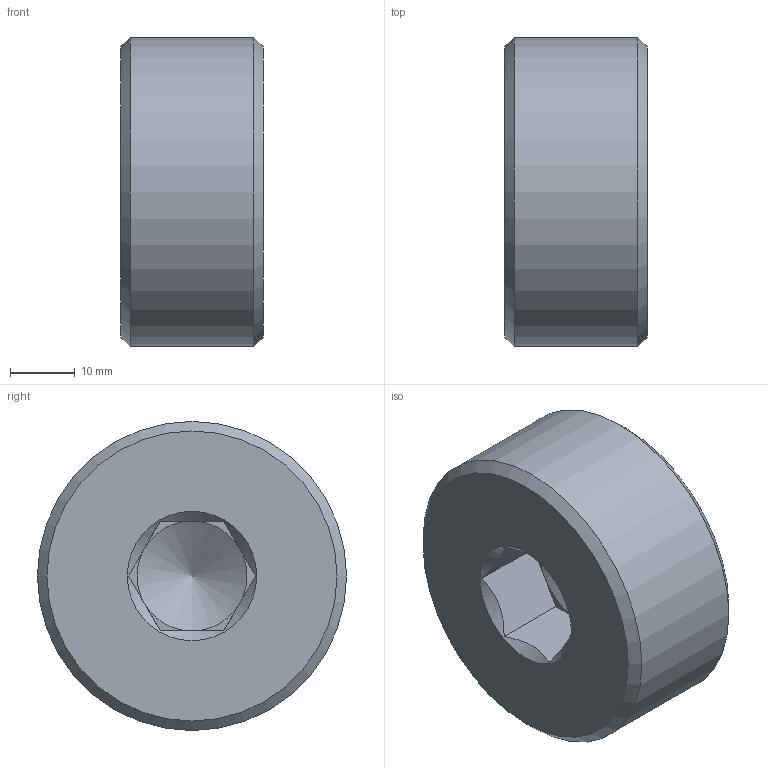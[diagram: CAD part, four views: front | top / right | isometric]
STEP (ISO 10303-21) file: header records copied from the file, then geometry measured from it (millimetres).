
FILE_DESCRIPTION(( 'RX.43.00.112.stp' ), '1');
FILE_NAME( 'RX.43.00.112.stp', '2018-10-10T16:40:50',( 'Sopra'),('sopra-pneumatic.com'), 'SwSTEP 2.0','SolidWorks 2009','' );
FILE_SCHEMA( ( 'CONFIG_CONTROL_DESIGN' ) );
Length unit declared in the file: millimetre
Products named in the file (1): _fginox_BHC40G
Bounding box: 22 x 47.8 x 47.8 mm (x, y, z)
Volume: 35873.3 mm3; surface area: 7311 mm2
Topology: 1 solids, 1 shells, 97 faces, 252 edges, 165 vertices
Faces by surface type: plane 62, cylinder 31, cone 4
Full cylindrical faces by diameter (mm): 47.803 x1
Entity records: 3036 total; most frequent: CARTESIAN_POINT 585, DIRECTION 506, ORIENTED_EDGE 490, EDGE_CURVE 245, AXIS2_PLACEMENT_3D 169, LINE 168, VECTOR 168, VERTEX_POINT 164
